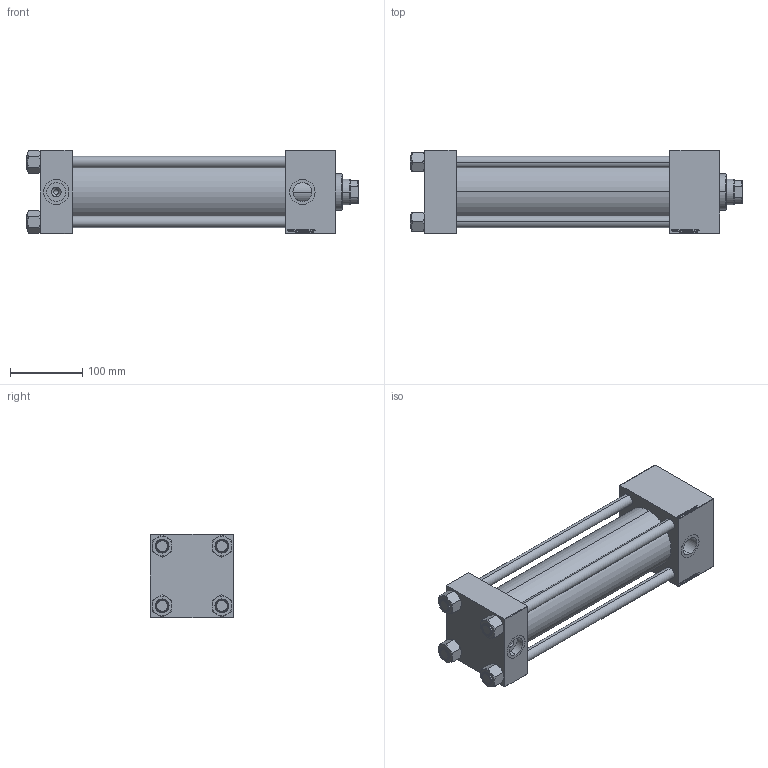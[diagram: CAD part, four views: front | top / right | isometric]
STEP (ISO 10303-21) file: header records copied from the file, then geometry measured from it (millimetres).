
FILE_DESCRIPTION (( 'STEP AP203' ), '1' );
FILE_NAME ('8360.STEP', '2022-04-15T13:37:41', ( '' ), ( '' ), 'SwSTEP 2.0', 'SolidWorks 2019', '' );
FILE_SCHEMA (( 'CONFIG_CONTROL_DESIGN' ));
Length unit declared in the file: millimetre
Products named in the file (6): 8360; NUT_M5_C 4b979eb9d82b2bb4b6bb3cccc4f3704c; V215CR_C_Body 4b979eb9d82b2bb4b6bb3cccc4f3704c; V215CR_VCP_C 4b979eb9d82b2bb4b6bb3cccc4f3704c; V215_VC_A 4b979eb9d82b2bb4b6bb3cccc4f3704c; V215CR_C_TYCINKA 4b979eb9d82b2bb4b6bb3cccc4f3704c
Assembly tree (11 placements, depth 2):
  8360
    V215CR_C_Body 4b979eb9d82b2bb4b6bb3cccc4f3704c
    V215CR_VCP_C 4b979eb9d82b2bb4b6bb3cccc4f3704c
    NUT_M5_C 4b979eb9d82b2bb4b6bb3cccc4f3704c  x4
    V215CR_C_TYCINKA 4b979eb9d82b2bb4b6bb3cccc4f3704c  x4
    V215_VC_A 4b979eb9d82b2bb4b6bb3cccc4f3704c
Bounding box: 460 x 115 x 115 mm (x, y, z)
Volume: 2385280.6 mm3; surface area: 460716.9 mm2
Topology: 11 solids, 11 shells, 1203 faces, 3036 edges, 1975 vertices
Faces by surface type: plane 576, bspline 392, cone 136, cylinder 91, torus 8
Entity records: 50824 total; most frequent: CARTESIAN_POINT 27239, ORIENTED_EDGE 5336, DIRECTION 3410, EDGE_CURVE 2668, VERTEX_POINT 1753, LINE 1618, VECTOR 1618, EDGE_LOOP 1179
